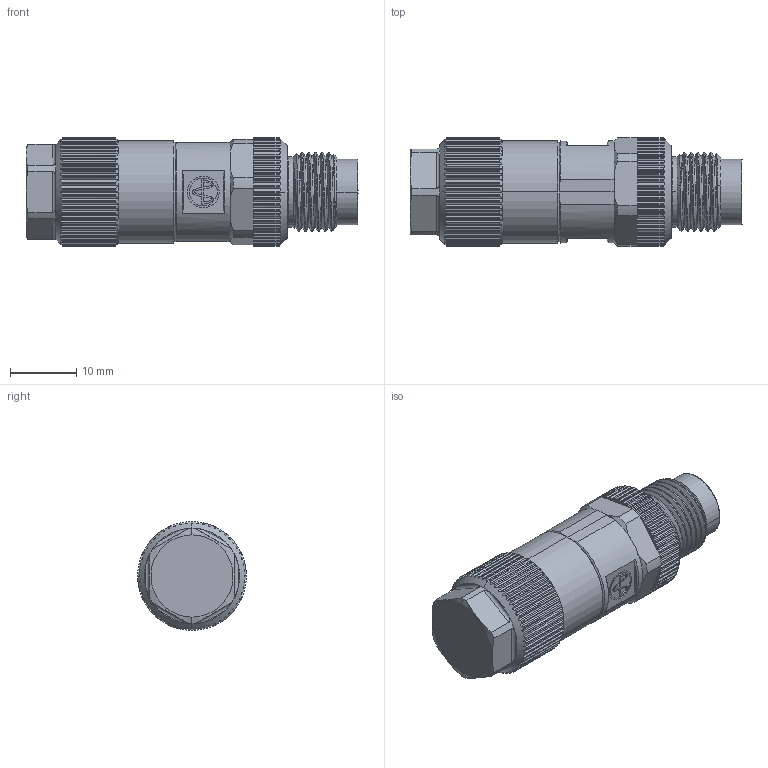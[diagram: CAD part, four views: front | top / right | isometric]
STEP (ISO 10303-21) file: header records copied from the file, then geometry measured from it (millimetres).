
FILE_DESCRIPTION (( 'STEP AP214' ), '1' );
FILE_NAME ('Customer-BB2078A0100_8XYX.STEP', '2023-07-31T12:50:56', ( '' ), ( '' ), 'SwSTEP 2.0', 'SolidWorks 2021', '' );
FILE_SCHEMA (( 'AUTOMOTIVE_DESIGN' ));
Length unit declared in the file: millimetre
Products named in the file (1): Customer-BB2078A0100_8XYX
Bounding box: 50.09 x 16.4 x 16.4 mm (x, y, z)
Volume: 7943.2 mm3; surface area: 3454.7 mm2
Topology: 1 solids, 1 shells, 862 faces, 2433 edges, 1606 vertices
Faces by surface type: plane 387, cylinder 363, cone 77, bspline 35
Entity records: 36190 total; most frequent: CARTESIAN_POINT 12111, ORIENTED_EDGE 4866, DIRECTION 3784, EDGE_CURVE 2433, VERTEX_POINT 1606, AXIS2_PLACEMENT_3D 1372, VECTOR 1040, LINE 1040
